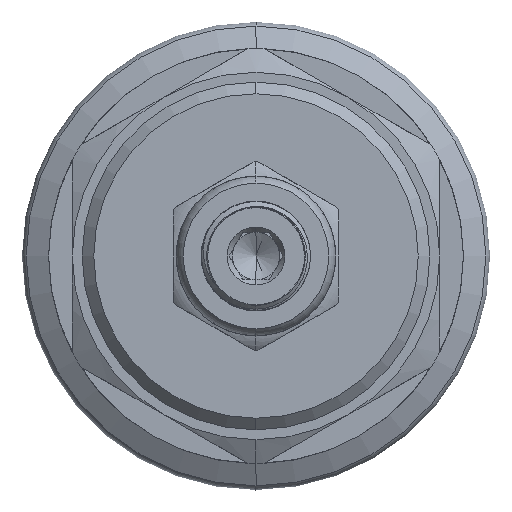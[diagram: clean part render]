
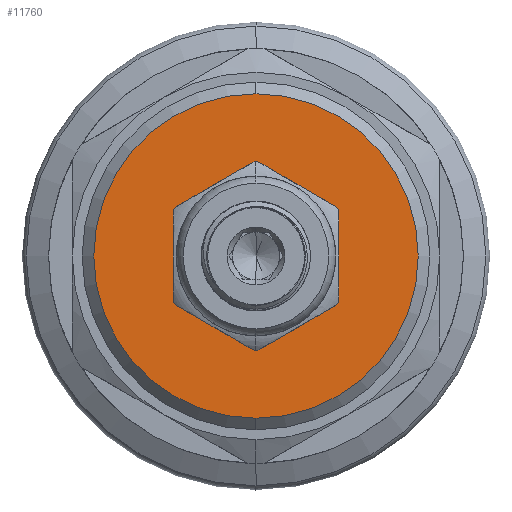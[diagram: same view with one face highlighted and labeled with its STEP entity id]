
A CAD part, left-side view. The second image highlights one B-rep face of the part: STEP entity #11760.
In plain terms, the highlighted planar face has unit normal (-1, 0, 0).
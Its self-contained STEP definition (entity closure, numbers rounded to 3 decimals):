
#329 = FACE_OUTER_BOUND ( 'NONE', #16526, .T. ) ;
#331 = FACE_BOUND ( 'NONE', #16434, .T. ) ;
#511 = EDGE_CURVE ( 'NONE', #7945, #8004, #3324, .T. ) ;
#546 = EDGE_CURVE ( 'NONE', #7977, #16733, #3419, .T. ) ;
#586 = AXIS2_PLACEMENT_3D ( 'NONE', #4535, #4549, #4551 ) ;
#603 = AXIS2_PLACEMENT_3D ( 'NONE', #4431, #4454, #4417 ) ;
#2604 = CARTESIAN_POINT ( 'NONE',  ( -12.55, 0., -14. ) ) ;
#2749 = CARTESIAN_POINT ( 'NONE',  ( -12.55, 0., -6.875 ) ) ;
#3324 = CIRCLE ( 'NONE', #603, 14. ) ;
#3419 = CIRCLE ( 'NONE', #586, 6.875 ) ;
#3620 = CARTESIAN_POINT ( 'NONE',  ( -12.55, 0., 14. ) ) ;
#4083 = AXIS2_PLACEMENT_3D ( 'NONE', #12110, #12111, #12112 ) ;
#4190 = AXIS2_PLACEMENT_3D ( 'NONE', #11626, #11627, #11628 ) ;
#4417 = DIRECTION ( 'NONE',  ( 0., 0., -1. ) ) ;
#4431 = CARTESIAN_POINT ( 'NONE',  ( -12.55, 0., 0. ) ) ;
#4454 = DIRECTION ( 'NONE',  ( -1., 0., 0. ) ) ;
#4535 = CARTESIAN_POINT ( 'NONE',  ( -12.55, 0., 0. ) ) ;
#4549 = DIRECTION ( 'NONE',  ( -1., 0., 0. ) ) ;
#4551 = DIRECTION ( 'NONE',  ( 0., 0., -1. ) ) ;
#5281 = CIRCLE ( 'NONE', #4190, 14. ) ;
#5388 = AXIS2_PLACEMENT_3D ( 'NONE', #9963, #9957, #9956 ) ;
#7121 = CIRCLE ( 'NONE', #4083, 6.875 ) ;
#7424 = CARTESIAN_POINT ( 'NONE',  ( -12.55, 0., 6.875 ) ) ;
#7945 = VERTEX_POINT ( 'NONE', #3620 ) ;
#7977 = VERTEX_POINT ( 'NONE', #2749 ) ;
#8004 = VERTEX_POINT ( 'NONE', #2604 ) ;
#9956 = DIRECTION ( 'NONE',  ( 0., 0., -1. ) ) ;
#9957 = DIRECTION ( 'NONE',  ( 1., 0., 0. ) ) ;
#9962 = PLANE ( 'NONE',  #5388 ) ;
#9963 = CARTESIAN_POINT ( 'NONE',  ( -12.55, 0., 0. ) ) ;
#11626 = CARTESIAN_POINT ( 'NONE',  ( -12.55, 0., 0. ) ) ;
#11627 = DIRECTION ( 'NONE',  ( -1., 0., 0. ) ) ;
#11628 = DIRECTION ( 'NONE',  ( 0., 0., -1. ) ) ;
#11760 = ADVANCED_FACE ( 'NONE', ( #329, #331 ), #9962, .F. ) ;
#12110 = CARTESIAN_POINT ( 'NONE',  ( -12.55, 0., 0. ) ) ;
#12111 = DIRECTION ( 'NONE',  ( -1., 0., 0. ) ) ;
#12112 = DIRECTION ( 'NONE',  ( 0., 0., -1. ) ) ;
#13301 = EDGE_CURVE ( 'NONE', #16733, #7977, #7121, .T. ) ;
#13585 = EDGE_CURVE ( 'NONE', #8004, #7945, #5281, .T. ) ;
#16297 = ORIENTED_EDGE ( 'NONE', *, *, #511, .T. ) ;
#16383 = ORIENTED_EDGE ( 'NONE', *, *, #546, .F. ) ;
#16431 = ORIENTED_EDGE ( 'NONE', *, *, #13585, .T. ) ;
#16434 = EDGE_LOOP ( 'NONE', ( #16383, #16534 ) ) ;
#16526 = EDGE_LOOP ( 'NONE', ( #16431, #16297 ) ) ;
#16534 = ORIENTED_EDGE ( 'NONE', *, *, #13301, .F. ) ;
#16733 = VERTEX_POINT ( 'NONE', #7424 ) ;
